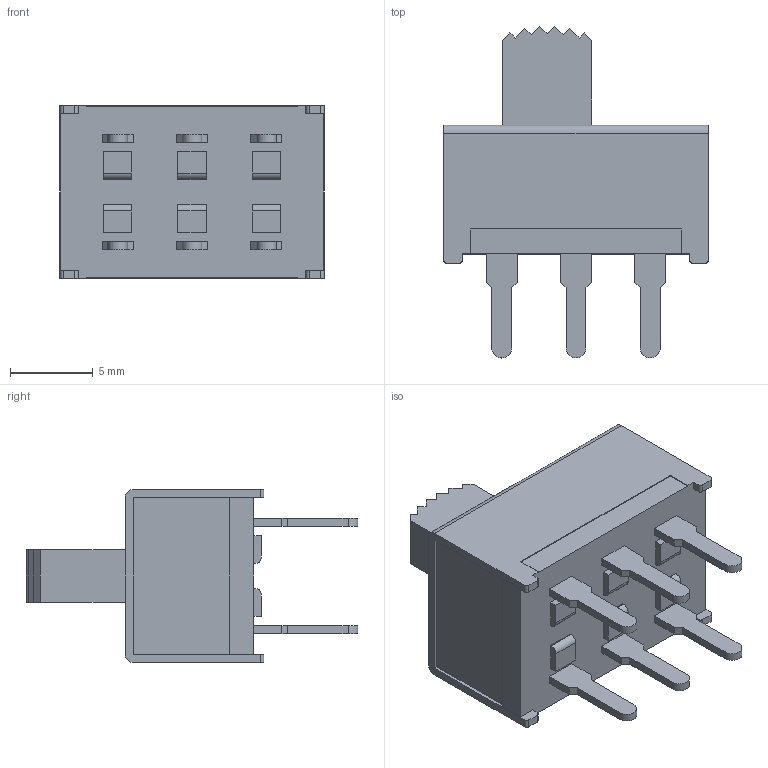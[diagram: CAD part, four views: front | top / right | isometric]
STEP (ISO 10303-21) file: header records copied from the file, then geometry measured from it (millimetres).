
FILE_DESCRIPTION (( 'STEP AP214' ), '1' );
FILE_NAME ('Same_Sky_SLW-1678105-6A-N-D.step', '2025-01-07T19:05:48', ( '' ), ( '' ), 'SwSTEP 2.0', 'SolidWorks 2024', '' );
FILE_SCHEMA (( 'AUTOMOTIVE_DESIGN' ));
Length unit declared in the file: inch
Products named in the file (1): Same_Sky_SLW-1678105-6A-N-D
Bounding box: 16 x 20.1 x 10.5 mm (x, y, z)
Volume: 1212 mm3; surface area: 1148.5 mm2
Topology: 1 solids, 1 shells, 175 faces, 469 edges, 312 vertices
Faces by surface type: plane 153, cylinder 22
Entity records: 5422 total; most frequent: CARTESIAN_POINT 957, ORIENTED_EDGE 938, DIRECTION 865, EDGE_CURVE 469, VECTOR 425, LINE 425, VERTEX_POINT 312, AXIS2_PLACEMENT_3D 220
